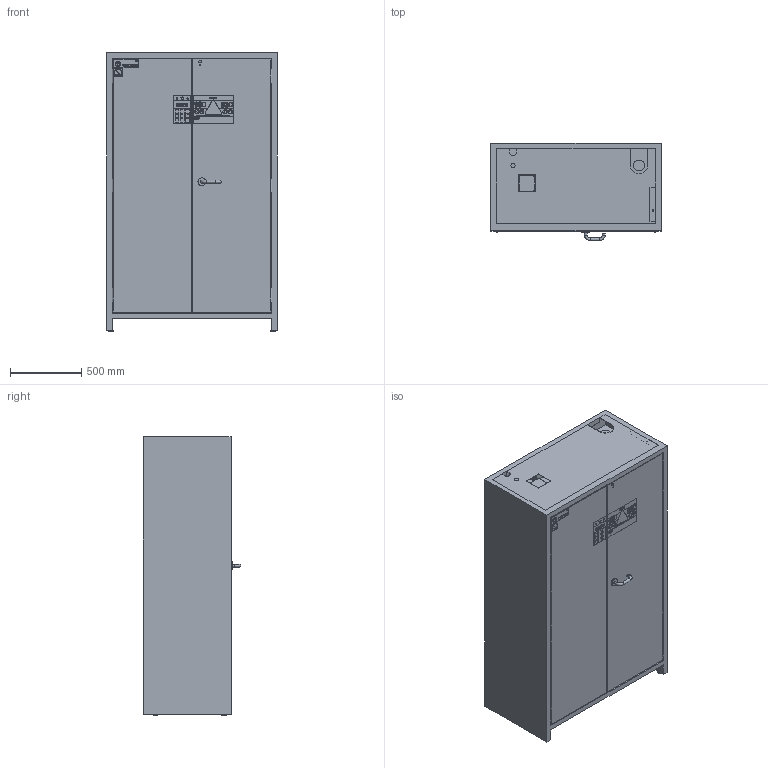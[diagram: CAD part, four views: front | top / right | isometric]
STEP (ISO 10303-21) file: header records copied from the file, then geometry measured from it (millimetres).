
FILE_DESCRIPTION(/* description */ (''),/* implementation_level */ '2;1');
FILE_NAME(/* name */ 'IO90.195.120.CS.WDC_41426-047-41389 6er_CD.stp',/* time_stamp */ '2023-10-11T14:00:27+02:00',/* author */ ('mirudolph'),/* organization */ ('asecos® GmbH'),/* preprocessor_version */ 'ST-DEVELOPER v17.2',/* originating_system */ 'Autodesk Inventor 2019',/* authorisation */ '');
FILE_SCHEMA (('AUTOMOTIVE_DESIGN { 1 0 10303 214 3 1 1 }'));
Products named in the file (1): IO90.195.120.CS.WDC_41426-047-41389 6er_CD
Bounding box: 1193.76 x 682.58 x 1954.09 mm (x, y, z)
Volume: 424408733.1 mm3; surface area: 25378194.6 mm2
Topology: 11 solids, 12 shells, 2123 faces, 5775 edges, 3810 vertices
Faces by surface type: plane 1440, cylinder 443, bspline 228, torus 12
Full cylindrical faces by diameter (mm): 4.134 x2, 5 x4, 5.1 x5, 6 x2, 6.742 x1, 7 x6, 8 x3, 8.1 x4, 9.5 x1, 10 x1, 13 x2, 15 x2, 20 x5, 24 x1, 29 x1, 30 x2, 31 x2, 31.8 x4, 33.8 x1, 35 x1, 37.8 x1, 50 x1, 55 x2, 75 x2, 84 x2, 85.6 x1
Entity records: 71090 total; most frequent: CARTESIAN_POINT 14988, ORIENTED_EDGE 11562, DIRECTION 10048, EDGE_CURVE 5781, LINE 4398, VECTOR 4398, VERTEX_POINT 3816, AXIS2_PLACEMENT_3D 2825
